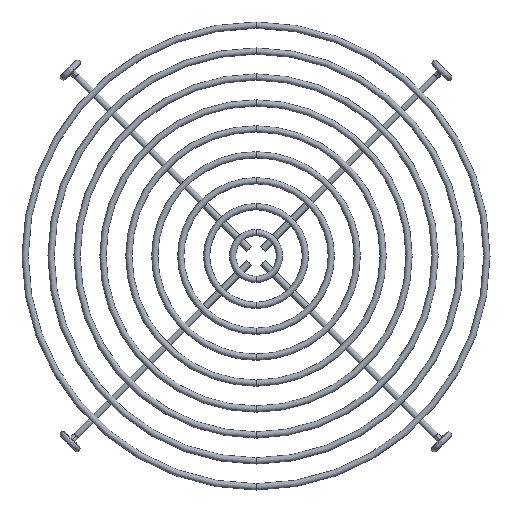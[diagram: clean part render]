
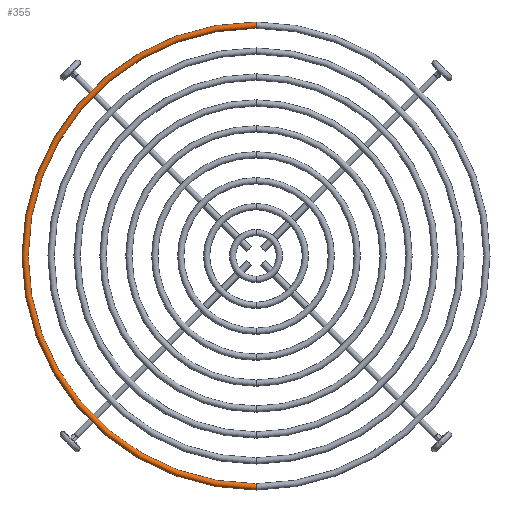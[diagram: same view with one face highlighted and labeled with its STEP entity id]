
A CAD part, front view. The second image highlights one B-rep face of the part: STEP entity #355.
In plain terms, the highlighted toroidal (fillet/blend) face has major radius 89 mm and minor radius 1.2 mm.
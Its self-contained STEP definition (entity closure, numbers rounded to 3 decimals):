
#32 = ORIENTED_EDGE ( 'NONE', *, *, #3754, .T. ) ;
#101 = CARTESIAN_POINT ( 'NONE',  ( 0., -1.2, 89. ) ) ;
#114 = CIRCLE ( 'NONE', #292, 1.2 ) ;
#236 = AXIS2_PLACEMENT_3D ( 'NONE', #5354, #2849, #5419 ) ;
#292 = AXIS2_PLACEMENT_3D ( 'NONE', #101, #5810, #1141 ) ;
#355 = ADVANCED_FACE ( 'NONE', ( #1996 ), #867, .T. ) ;
#459 = ORIENTED_EDGE ( 'NONE', *, *, #6212, .F. ) ;
#527 = EDGE_CURVE ( 'NONE', #5676, #533, #5578, .T. ) ;
#533 = VERTEX_POINT ( 'NONE', #1573 ) ;
#567 = DIRECTION ( 'NONE',  ( 0., -1., 0. ) ) ;
#847 = CIRCLE ( 'NONE', #236, 87.8 ) ;
#867 = TOROIDAL_SURFACE ( 'NONE', #4299, 89., 1.2 ) ;
#1060 = CARTESIAN_POINT ( 'NONE',  ( 0., -1.2, 0. ) ) ;
#1092 = CARTESIAN_POINT ( 'NONE',  ( 0., -1.2, -89. ) ) ;
#1141 = DIRECTION ( 'NONE',  ( 0., 0., -1. ) ) ;
#1465 = CARTESIAN_POINT ( 'NONE',  ( 0., -1.2, 90.2 ) ) ;
#1547 = DIRECTION ( 'NONE',  ( 0., 0., -1. ) ) ;
#1573 = CARTESIAN_POINT ( 'NONE',  ( 0., -1.2, -90.2 ) ) ;
#1996 = FACE_OUTER_BOUND ( 'NONE', #2740, .T. ) ;
#2475 = AXIS2_PLACEMENT_3D ( 'NONE', #1092, #3119, #5699 ) ;
#2740 = EDGE_LOOP ( 'NONE', ( #459, #6277, #32, #6300 ) ) ;
#2849 = DIRECTION ( 'NONE',  ( 0., -1., 0. ) ) ;
#3119 = DIRECTION ( 'NONE',  ( -1., 0., 0. ) ) ;
#3168 = VERTEX_POINT ( 'NONE', #4506 ) ;
#3209 = CARTESIAN_POINT ( 'NONE',  ( 0., -1.2, 0. ) ) ;
#3746 = CARTESIAN_POINT ( 'NONE',  ( 0., -1.2, -87.8 ) ) ;
#3754 = EDGE_CURVE ( 'NONE', #533, #6375, #6020, .T. ) ;
#4098 = EDGE_CURVE ( 'NONE', #3168, #6375, #847, .T. ) ;
#4299 = AXIS2_PLACEMENT_3D ( 'NONE', #3209, #4831, #5349 ) ;
#4506 = CARTESIAN_POINT ( 'NONE',  ( 0., -1.2, 87.8 ) ) ;
#4831 = DIRECTION ( 'NONE',  ( 0., -1., 0. ) ) ;
#5349 = DIRECTION ( 'NONE',  ( 0., 0., -1. ) ) ;
#5354 = CARTESIAN_POINT ( 'NONE',  ( 0., -1.2, 0. ) ) ;
#5419 = DIRECTION ( 'NONE',  ( 0., 0., -1. ) ) ;
#5578 = CIRCLE ( 'NONE', #5981, 90.2 ) ;
#5676 = VERTEX_POINT ( 'NONE', #1465 ) ;
#5699 = DIRECTION ( 'NONE',  ( 0., 0., 1. ) ) ;
#5810 = DIRECTION ( 'NONE',  ( 1., 0., 0. ) ) ;
#5981 = AXIS2_PLACEMENT_3D ( 'NONE', #1060, #567, #1547 ) ;
#6020 = CIRCLE ( 'NONE', #2475, 1.2 ) ;
#6212 = EDGE_CURVE ( 'NONE', #5676, #3168, #114, .T. ) ;
#6277 = ORIENTED_EDGE ( 'NONE', *, *, #527, .T. ) ;
#6300 = ORIENTED_EDGE ( 'NONE', *, *, #4098, .F. ) ;
#6375 = VERTEX_POINT ( 'NONE', #3746 ) ;
